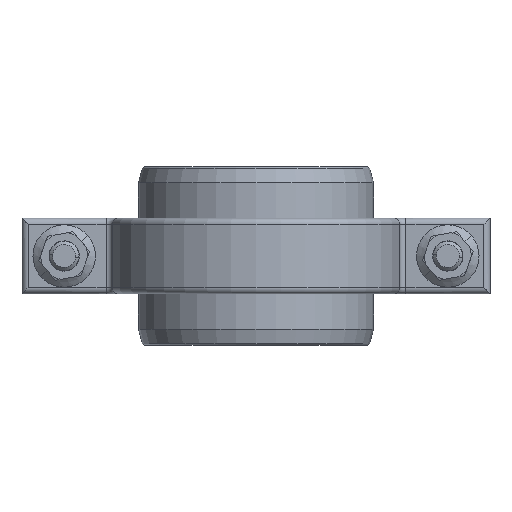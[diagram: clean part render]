
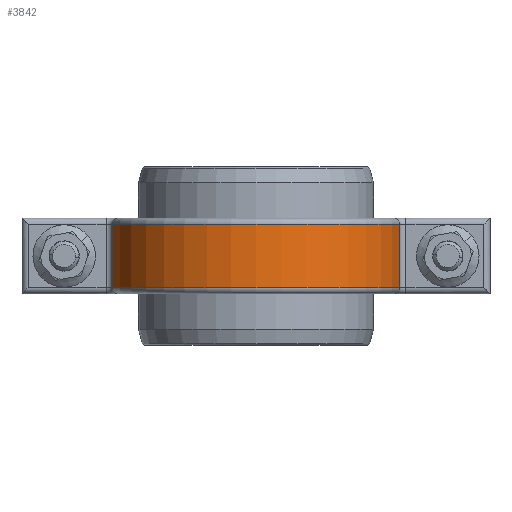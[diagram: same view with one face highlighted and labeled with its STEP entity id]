
A CAD part, front view. The second image highlights one B-rep face of the part: STEP entity #3842.
In plain terms, the highlighted cylindrical face has radius 49.461 mm (diameter 98.922 mm), a partial arc.
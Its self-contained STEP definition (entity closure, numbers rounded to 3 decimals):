
#1291 = CIRCLE ( 'NONE', #1346, 49.461 ) ;
#1296 = CARTESIAN_POINT ( 'NONE',  ( 0., 0., -10.626 ) ) ;
#1298 = CARTESIAN_POINT ( 'NONE',  ( 48.318, 10.573, -10.626 ) ) ;
#1299 = CARTESIAN_POINT ( 'NONE',  ( -48.318, 10.573, -10.626 ) ) ;
#1300 = DIRECTION ( 'NONE',  ( 0., 0., -1. ) ) ;
#1301 = VECTOR ( 'NONE', #1300, 1000. ) ;
#1302 = CARTESIAN_POINT ( 'NONE',  ( 48.318, 10.573, 177.272 ) ) ;
#1303 = DIRECTION ( 'NONE',  ( 1., 0., 0. ) ) ;
#1304 = DIRECTION ( 'NONE',  ( 0., 0., -1. ) ) ;
#1305 = CARTESIAN_POINT ( 'NONE',  ( 0., 0., 10.626 ) ) ;
#1306 = AXIS2_PLACEMENT_3D ( 'NONE', #1305, #1304, #1303 ) ;
#1307 = CIRCLE ( 'NONE', #1306, 49.461 ) ;
#1308 = LINE ( 'NONE', #1302, #1301 ) ;
#1313 = CARTESIAN_POINT ( 'NONE',  ( 48.318, 10.573, 10.626 ) ) ;
#1328 = CARTESIAN_POINT ( 'NONE',  ( -48.318, 10.573, 10.626 ) ) ;
#1337 = DIRECTION ( 'NONE',  ( 0., 0., 1. ) ) ;
#1338 = VECTOR ( 'NONE', #1337, 1000. ) ;
#1339 = CARTESIAN_POINT ( 'NONE',  ( -48.318, 10.573, 177.272 ) ) ;
#1340 = LINE ( 'NONE', #1339, #1338 ) ;
#1344 = DIRECTION ( 'NONE',  ( 1., 0., 0. ) ) ;
#1345 = DIRECTION ( 'NONE',  ( 0., 0., 1. ) ) ;
#1346 = AXIS2_PLACEMENT_3D ( 'NONE', #1296, #1345, #1344 ) ;
#1389 = DIRECTION ( 'NONE',  ( -1., 0., 0. ) ) ;
#1390 = DIRECTION ( 'NONE',  ( 0., 0., -1. ) ) ;
#1391 = CARTESIAN_POINT ( 'NONE',  ( 0., 0., 177.272 ) ) ;
#1392 = AXIS2_PLACEMENT_3D ( 'NONE', #1391, #1390, #1389 ) ;
#1393 = CYLINDRICAL_SURFACE ( 'NONE', #1392, 49.461 ) ;
#1394 = FACE_OUTER_BOUND ( 'NONE', #3843, .T. ) ;
#3565 = ORIENTED_EDGE ( 'NONE', *, *, #3677, .T. ) ;
#3576 = VERTEX_POINT ( 'NONE', #1313 ) ;
#3603 = ORIENTED_EDGE ( 'NONE', *, *, #3731, .T. ) ;
#3643 = EDGE_CURVE ( 'NONE', #3759, #3576, #1307, .T. ) ;
#3655 = EDGE_CURVE ( 'NONE', #3576, #3667, #1308, .T. ) ;
#3665 = VERTEX_POINT ( 'NONE', #1299 ) ;
#3667 = VERTEX_POINT ( 'NONE', #1298 ) ;
#3677 = EDGE_CURVE ( 'NONE', #3667, #3665, #1291, .T. ) ;
#3708 = ORIENTED_EDGE ( 'NONE', *, *, #3643, .T. ) ;
#3731 = EDGE_CURVE ( 'NONE', #3665, #3759, #1340, .T. ) ;
#3759 = VERTEX_POINT ( 'NONE', #1328 ) ;
#3833 = ORIENTED_EDGE ( 'NONE', *, *, #3655, .T. ) ;
#3842 = ADVANCED_FACE ( 'NONE', ( #1394 ), #1393, .T. ) ;
#3843 = EDGE_LOOP ( 'NONE', ( #3565, #3603, #3708, #3833 ) ) ;
